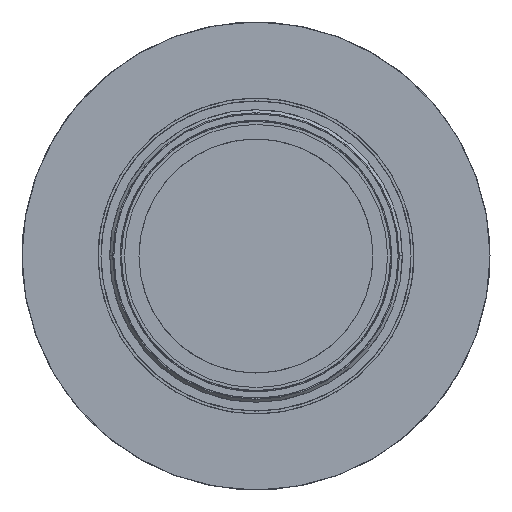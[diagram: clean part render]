
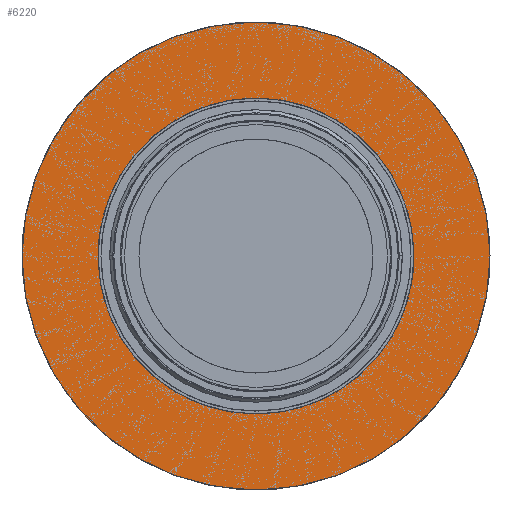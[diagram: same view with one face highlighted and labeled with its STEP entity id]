
A CAD part, front view. The second image highlights one B-rep face of the part: STEP entity #6220.
In plain terms, the highlighted planar face has unit normal (0, -1, 0).
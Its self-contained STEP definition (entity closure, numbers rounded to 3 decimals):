
#6137=CARTESIAN_POINT('Axis2P3D Location',(41.6,-12.7,41.6)) ;
#6143=CARTESIAN_POINT('Control Point',(40.,-12.7,0.)) ;
#6144=CARTESIAN_POINT('Control Point',(40.,-12.7,-3.718)) ;
#6145=CARTESIAN_POINT('Control Point',(39.568,-12.7,-7.436)) ;
#6146=CARTESIAN_POINT('Control Point',(38.704,-12.7,-11.087)) ;
#6147=CARTESIAN_POINT('Control Point',(36.143,-12.7,-18.122)) ;
#6148=CARTESIAN_POINT('Control Point',(32.038,-12.7,-24.382)) ;
#6149=CARTESIAN_POINT('Control Point',(29.629,-12.7,-27.259)) ;
#6150=CARTESIAN_POINT('Control Point',(24.187,-12.7,-32.399)) ;
#6151=CARTESIAN_POINT('Control Point',(17.712,-12.7,-36.155)) ;
#6152=CARTESIAN_POINT('Control Point',(14.269,-12.7,-37.647)) ;
#6153=CARTESIAN_POINT('Control Point',(7.1,-12.7,-39.804)) ;
#6154=CARTESIAN_POINT('Control Point',(-0.372,-12.7,-40.259)) ;
#6155=CARTESIAN_POINT('Control Point',(-4.118,-12.7,-40.049)) ;
#6156=CARTESIAN_POINT('Control Point',(-11.493,-12.7,-38.764)) ;
#6157=CARTESIAN_POINT('Control Point',(-18.377,-12.7,-35.822)) ;
#6158=CARTESIAN_POINT('Control Point',(-21.632,-12.7,-33.956)) ;
#6159=CARTESIAN_POINT('Control Point',(-27.648,-12.7,-29.501)) ;
#6160=CARTESIAN_POINT('Control Point',(-32.483,-12.7,-23.786)) ;
#6161=CARTESIAN_POINT('Control Point',(-34.557,-12.7,-20.658)) ;
#6162=CARTESIAN_POINT('Control Point',(-37.532,-12.7,-14.782)) ;
#6163=CARTESIAN_POINT('Control Point',(-39.252,-12.7,-8.444)) ;
#6164=CARTESIAN_POINT('Control Point',(-39.751,-12.7,-5.649)) ;
#6165=CARTESIAN_POINT('Control Point',(-40.,-12.7,-2.824)) ;
#6166=CARTESIAN_POINT('Control Point',(-40.,-12.7,0.)) ;
#6167=CARTESIAN_POINT('Vertex',(40.,-12.7,0.)) ;
#6169=CARTESIAN_POINT('Vertex',(-40.,-12.7,0.)) ;
#6173=CARTESIAN_POINT('Control Point',(-40.,-12.7,0.)) ;
#6174=CARTESIAN_POINT('Control Point',(-40.,-12.7,3.718)) ;
#6175=CARTESIAN_POINT('Control Point',(-39.568,-12.7,7.436)) ;
#6176=CARTESIAN_POINT('Control Point',(-38.704,-12.7,11.087)) ;
#6177=CARTESIAN_POINT('Control Point',(-36.143,-12.7,18.122)) ;
#6178=CARTESIAN_POINT('Control Point',(-32.038,-12.7,24.382)) ;
#6179=CARTESIAN_POINT('Control Point',(-29.629,-12.7,27.259)) ;
#6180=CARTESIAN_POINT('Control Point',(-24.187,-12.7,32.399)) ;
#6181=CARTESIAN_POINT('Control Point',(-17.712,-12.7,36.155)) ;
#6182=CARTESIAN_POINT('Control Point',(-14.269,-12.7,37.647)) ;
#6183=CARTESIAN_POINT('Control Point',(-7.1,-12.7,39.804)) ;
#6184=CARTESIAN_POINT('Control Point',(0.372,-12.7,40.259)) ;
#6185=CARTESIAN_POINT('Control Point',(4.118,-12.7,40.049)) ;
#6186=CARTESIAN_POINT('Control Point',(11.493,-12.7,38.764)) ;
#6187=CARTESIAN_POINT('Control Point',(18.377,-12.7,35.822)) ;
#6188=CARTESIAN_POINT('Control Point',(21.632,-12.7,33.956)) ;
#6189=CARTESIAN_POINT('Control Point',(27.648,-12.7,29.501)) ;
#6190=CARTESIAN_POINT('Control Point',(32.483,-12.7,23.786)) ;
#6191=CARTESIAN_POINT('Control Point',(34.557,-12.7,20.658)) ;
#6192=CARTESIAN_POINT('Control Point',(37.532,-12.7,14.782)) ;
#6193=CARTESIAN_POINT('Control Point',(39.252,-12.7,8.444)) ;
#6194=CARTESIAN_POINT('Control Point',(39.751,-12.7,5.649)) ;
#6195=CARTESIAN_POINT('Control Point',(40.,-12.7,2.824)) ;
#6196=CARTESIAN_POINT('Control Point',(40.,-12.7,0.)) ;
#6202=CARTESIAN_POINT('Axis2P3D Location',(0.,-12.7,0.)) ;
#6206=CARTESIAN_POINT('Vertex',(27.,-12.7,0.)) ;
#6208=CARTESIAN_POINT('Vertex',(-27.,-12.7,0.)) ;
#6211=CARTESIAN_POINT('Axis2P3D Location',(0.,-12.7,0.)) ;
#6138=DIRECTION('Axis2P3D Direction',(0.,-1.,0.)) ;
#6139=DIRECTION('Axis2P3D XDirection',(1.,0.,0.)) ;
#6203=DIRECTION('Axis2P3D Direction',(0.,-1.,0.)) ;
#6212=DIRECTION('Axis2P3D Direction',(0.,-1.,0.)) ;
#6140=AXIS2_PLACEMENT_3D('Plane Axis2P3D',#6137,#6138,#6139) ;
#6204=AXIS2_PLACEMENT_3D('Circle Axis2P3D',#6202,#6203,$) ;
#6213=AXIS2_PLACEMENT_3D('Circle Axis2P3D',#6211,#6212,$) ;
#6205=CIRCLE('generated circle',#6204,27.) ;
#6214=CIRCLE('generated circle',#6213,27.) ;
#6141=PLANE('',#6140) ;
#6219=FACE_BOUND('',#6216,.T.) ;
#6171=EDGE_CURVE('',#6168,#6170,#6142,.T.) ;
#6197=EDGE_CURVE('',#6170,#6168,#6172,.T.) ;
#6210=EDGE_CURVE('',#6207,#6209,#6205,.T.) ;
#6215=EDGE_CURVE('',#6209,#6207,#6214,.T.) ;
#6199=ORIENTED_EDGE('',*,*,#6171,.F.) ;
#6200=ORIENTED_EDGE('',*,*,#6197,.F.) ;
#6217=ORIENTED_EDGE('',*,*,#6210,.F.) ;
#6218=ORIENTED_EDGE('',*,*,#6215,.F.) ;
#6198=EDGE_LOOP('',(#6199,#6200)) ;
#6216=EDGE_LOOP('',(#6217,#6218)) ;
#6168=VERTEX_POINT('',#6167) ;
#6170=VERTEX_POINT('',#6169) ;
#6207=VERTEX_POINT('',#6206) ;
#6209=VERTEX_POINT('',#6208) ;
#6220=ADVANCED_FACE('    MSBR7',(#6201,#6219),#6141,.T.) ;
#6142=B_SPLINE_CURVE_WITH_KNOTS('',5,(#6143,#6144,#6145,#6146,#6147,#6148,#6149,#6150,#6151,#6152,#6153,#6154,#6155,#6156,#6157,#6158,#6159,#6160,#6161,#6162,#6163,#6164,#6165,#6166),.UNSPECIFIED.,.F.,.U.,(6,3,3,3,3,3,3,6),(0.,26.29,52.581,78.871,105.162,131.452,157.743,177.714),.UNSPECIFIED.) ;
#6172=B_SPLINE_CURVE_WITH_KNOTS('',5,(#6173,#6174,#6175,#6176,#6177,#6178,#6179,#6180,#6181,#6182,#6183,#6184,#6185,#6186,#6187,#6188,#6189,#6190,#6191,#6192,#6193,#6194,#6195,#6196),.UNSPECIFIED.,.F.,.U.,(6,3,3,3,3,3,3,6),(0.,26.29,52.581,78.871,105.162,131.452,157.743,177.714),.UNSPECIFIED.) ;
#6201=FACE_OUTER_BOUND('',#6198,.T.) ;
